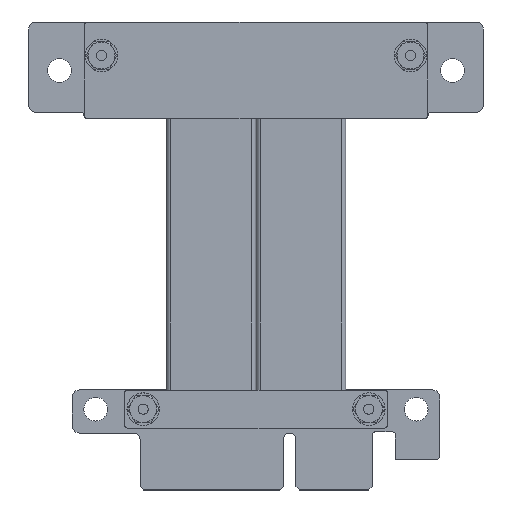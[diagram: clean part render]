
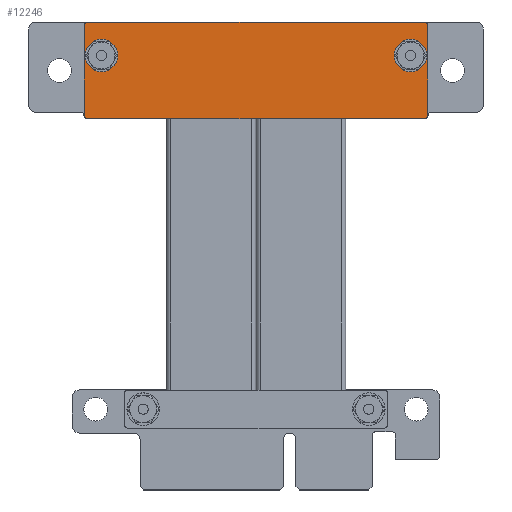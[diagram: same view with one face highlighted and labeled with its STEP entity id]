
A CAD part, top view. The second image highlights one B-rep face of the part: STEP entity #12246.
In plain terms, the highlighted face is planar.
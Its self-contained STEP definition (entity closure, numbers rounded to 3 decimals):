
#9711 = VERTEX_POINT('',#9712);
#9712 = CARTESIAN_POINT('',(0.,0.5,-1.));
#9720 = VERTEX_POINT('',#9721);
#9721 = CARTESIAN_POINT('',(0.,13.73,-1.));
#9727 = EDGE_CURVE('',#9720,#9711,#9728,.T.);
#9728 = LINE('',#9729,#9730);
#9729 = CARTESIAN_POINT('',(0.,14.23,-1.));
#9730 = VECTOR('',#9731,1.);
#9731 = DIRECTION('',(0.,-1.,0.));
#9741 = EDGE_CURVE('',#9742,#9744,#9746,.T.);
#9742 = VERTEX_POINT('',#9743);
#9743 = CARTESIAN_POINT('',(-50.197,14.23,-1.));
#9744 = VERTEX_POINT('',#9745);
#9745 = CARTESIAN_POINT('',(-0.5,14.23,-1.));
#9746 = LINE('',#9747,#9748);
#9747 = CARTESIAN_POINT('',(0.,14.23,-1.));
#9748 = VECTOR('',#9749,1.);
#9749 = DIRECTION('',(1.,0.,0.));
#9772 = EDGE_CURVE('',#9773,#9775,#9777,.T.);
#9773 = VERTEX_POINT('',#9774);
#9774 = CARTESIAN_POINT('',(-50.697,0.5,-1.));
#9775 = VERTEX_POINT('',#9776);
#9776 = CARTESIAN_POINT('',(-50.697,13.73,-1.));
#9777 = LINE('',#9778,#9779);
#9778 = CARTESIAN_POINT('',(-50.697,14.23,-1.));
#9779 = VECTOR('',#9780,1.);
#9780 = DIRECTION('',(0.,1.,0.));
#9820 = VERTEX_POINT('',#9821);
#9821 = CARTESIAN_POINT('',(-0.5,0.,-1.));
#9827 = EDGE_CURVE('',#9820,#9828,#9830,.T.);
#9828 = VERTEX_POINT('',#9829);
#9829 = CARTESIAN_POINT('',(-50.197,0.,-1.));
#9830 = LINE('',#9831,#9832);
#9831 = CARTESIAN_POINT('',(-50.697,0.,-1.));
#9832 = VECTOR('',#9833,1.);
#9833 = DIRECTION('',(-1.,0.,0.));
#12246 = ADVANCED_FACE('',(#12247,#12258,#12269),#12303,.T.);
#12247 = FACE_BOUND('',#12248,.T.);
#12248 = EDGE_LOOP('',(#12249));
#12249 = ORIENTED_EDGE('',*,*,#12250,.F.);
#12250 = EDGE_CURVE('',#12251,#12251,#12253,.T.);
#12251 = VERTEX_POINT('',#12252);
#12252 = CARTESIAN_POINT('',(-50.549,9.325,-1.));
#12253 = CIRCLE('',#12254,2.4);
#12254 = AXIS2_PLACEMENT_3D('',#12255,#12256,#12257);
#12255 = CARTESIAN_POINT('',(-48.149,9.325,-1.));
#12256 = DIRECTION('',(0.,0.,-1.));
#12257 = DIRECTION('',(-1.,0.,0.));
#12258 = FACE_BOUND('',#12259,.T.);
#12259 = EDGE_LOOP('',(#12260));
#12260 = ORIENTED_EDGE('',*,*,#12261,.F.);
#12261 = EDGE_CURVE('',#12262,#12262,#12264,.T.);
#12262 = VERTEX_POINT('',#12263);
#12263 = CARTESIAN_POINT('',(-4.948,9.325,-1.));
#12264 = CIRCLE('',#12265,2.4);
#12265 = AXIS2_PLACEMENT_3D('',#12266,#12267,#12268);
#12266 = CARTESIAN_POINT('',(-2.548,9.325,-1.));
#12267 = DIRECTION('',(0.,0.,-1.));
#12268 = DIRECTION('',(-1.,0.,0.));
#12269 = FACE_BOUND('',#12270,.T.);
#12270 = EDGE_LOOP('',(#12271,#12272,#12279,#12280,#12287,#12288,#12295,
    #12296));
#12271 = ORIENTED_EDGE('',*,*,#9827,.T.);
#12272 = ORIENTED_EDGE('',*,*,#12273,.T.);
#12273 = EDGE_CURVE('',#9828,#9773,#12274,.T.);
#12274 = CIRCLE('',#12275,0.5);
#12275 = AXIS2_PLACEMENT_3D('',#12276,#12277,#12278);
#12276 = CARTESIAN_POINT('',(-50.197,0.5,-1.));
#12277 = DIRECTION('',(0.,0.,-1.));
#12278 = DIRECTION('',(-1.,0.,0.));
#12279 = ORIENTED_EDGE('',*,*,#9772,.T.);
#12280 = ORIENTED_EDGE('',*,*,#12281,.T.);
#12281 = EDGE_CURVE('',#9775,#9742,#12282,.T.);
#12282 = CIRCLE('',#12283,0.5);
#12283 = AXIS2_PLACEMENT_3D('',#12284,#12285,#12286);
#12284 = CARTESIAN_POINT('',(-50.197,13.73,-1.));
#12285 = DIRECTION('',(0.,0.,-1.));
#12286 = DIRECTION('',(-1.,0.,0.));
#12287 = ORIENTED_EDGE('',*,*,#9741,.T.);
#12288 = ORIENTED_EDGE('',*,*,#12289,.T.);
#12289 = EDGE_CURVE('',#9744,#9720,#12290,.T.);
#12290 = CIRCLE('',#12291,0.5);
#12291 = AXIS2_PLACEMENT_3D('',#12292,#12293,#12294);
#12292 = CARTESIAN_POINT('',(-0.5,13.73,-1.));
#12293 = DIRECTION('',(0.,0.,-1.));
#12294 = DIRECTION('',(-1.,0.,0.));
#12295 = ORIENTED_EDGE('',*,*,#9727,.T.);
#12296 = ORIENTED_EDGE('',*,*,#12297,.T.);
#12297 = EDGE_CURVE('',#9711,#9820,#12298,.T.);
#12298 = CIRCLE('',#12299,0.5);
#12299 = AXIS2_PLACEMENT_3D('',#12300,#12301,#12302);
#12300 = CARTESIAN_POINT('',(-0.5,0.5,-1.));
#12301 = DIRECTION('',(0.,0.,-1.));
#12302 = DIRECTION('',(-1.,0.,0.));
#12303 = PLANE('',#12304);
#12304 = AXIS2_PLACEMENT_3D('',#12305,#12306,#12307);
#12305 = CARTESIAN_POINT('',(0.,0.,-1.));
#12306 = DIRECTION('',(0.,0.,-1.));
#12307 = DIRECTION('',(-1.,0.,0.));
